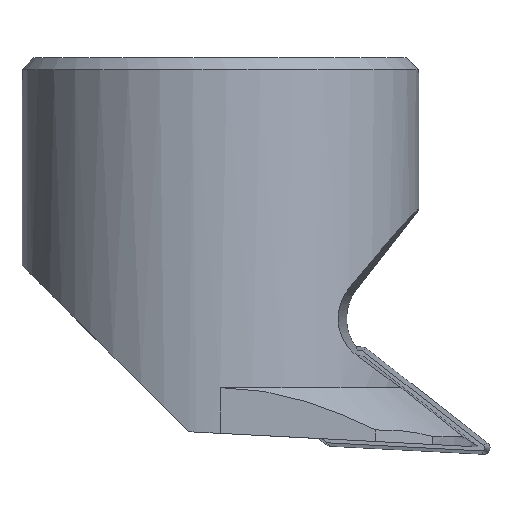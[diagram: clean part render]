
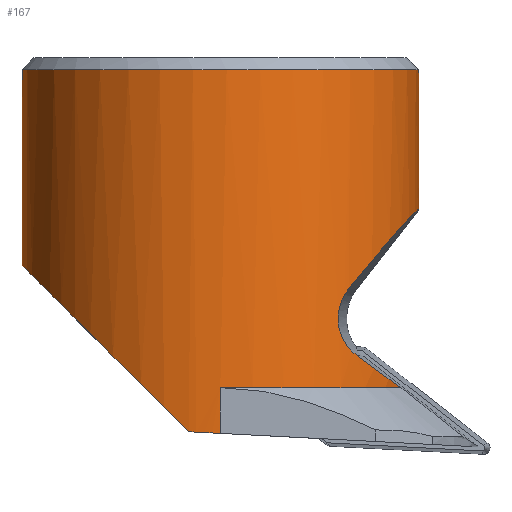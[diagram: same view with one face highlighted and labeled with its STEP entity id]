
A CAD part, front view. The second image highlights one B-rep face of the part: STEP entity #167.
In plain terms, the highlighted cylindrical face has radius 12.5 mm (diameter 25 mm), a full revolution.
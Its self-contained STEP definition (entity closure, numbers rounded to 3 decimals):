
#115=FACE_BOUND('',#237,.T.);
#116=FACE_BOUND('',#238,.T.);
#167=ADVANCED_FACE('',(#115,#116),#202,.T.);
#202=CYLINDRICAL_SURFACE('',#779,12.5);
#237=EDGE_LOOP('',(#408,#409,#410,#411,#412,#413,#414,#415,#416,#417));
#238=EDGE_LOOP('',(#418));
#282=B_SPLINE_CURVE_WITH_KNOTS('',3,(#1064,#1065,#1066,#1067,#1068,#1069),
 .UNSPECIFIED.,.F.,.F.,(4,2,4),(0.,0.5,1.),.UNSPECIFIED.);
#301=LINE('',#1126,#338);
#338=VECTOR('',#908,1.);
#361=ELLIPSE('',#758,15.862,12.5);
#366=ELLIPSE('',#767,4563.622,12.5);
#367=ELLIPSE('',#768,4563.622,12.5);
#368=ELLIPSE('',#770,12.517,12.5);
#369=ELLIPSE('',#775,20.305,12.5);
#370=ELLIPSE('',#776,12.545,12.5);
#371=ELLIPSE('',#777,17.678,12.5);
#408=ORIENTED_EDGE('',*,*,#595,.T.);
#409=ORIENTED_EDGE('',*,*,#592,.T.);
#410=ORIENTED_EDGE('',*,*,#619,.T.);
#411=ORIENTED_EDGE('',*,*,#609,.F.);
#412=ORIENTED_EDGE('',*,*,#620,.F.);
#413=ORIENTED_EDGE('',*,*,#607,.F.);
#414=ORIENTED_EDGE('',*,*,#621,.T.);
#415=ORIENTED_EDGE('',*,*,#614,.T.);
#416=ORIENTED_EDGE('',*,*,#622,.T.);
#417=ORIENTED_EDGE('',*,*,#623,.T.);
#418=ORIENTED_EDGE('',*,*,#618,.F.);
#534=VERTEX_POINT('',#1063);
#535=VERTEX_POINT('',#1070);
#537=VERTEX_POINT('',#1076);
#546=VERTEX_POINT('',#1098);
#547=VERTEX_POINT('',#1100);
#548=VERTEX_POINT('',#1102);
#549=VERTEX_POINT('',#1104);
#552=VERTEX_POINT('',#1112);
#553=VERTEX_POINT('',#1114);
#555=VERTEX_POINT('',#1121);
#556=VERTEX_POINT('',#1127);
#592=EDGE_CURVE('',#535,#534,#282,.T.);
#595=EDGE_CURVE('',#537,#535,#361,.T.);
#607=EDGE_CURVE('',#546,#547,#366,.T.);
#609=EDGE_CURVE('',#548,#549,#367,.T.);
#614=EDGE_CURVE('',#553,#552,#368,.T.);
#618=EDGE_CURVE('',#555,#555,#672,.T.);
#619=EDGE_CURVE('',#534,#549,#369,.T.);
#620=EDGE_CURVE('',#547,#548,#370,.T.);
#621=EDGE_CURVE('',#546,#553,#371,.T.);
#622=EDGE_CURVE('',#552,#556,#301,.T.);
#623=EDGE_CURVE('',#556,#537,#673,.T.);
#672=CIRCLE('',#773,12.5);
#673=CIRCLE('',#778,12.5);
#758=AXIS2_PLACEMENT_3D('',#1075,#856,#857);
#767=AXIS2_PLACEMENT_3D('',#1099,#879,#880);
#768=AXIS2_PLACEMENT_3D('',#1103,#882,#883);
#770=AXIS2_PLACEMENT_3D('',#1113,#890,#891);
#773=AXIS2_PLACEMENT_3D('',#1120,#898,#899);
#775=AXIS2_PLACEMENT_3D('',#1123,#902,#903);
#776=AXIS2_PLACEMENT_3D('',#1124,#904,#905);
#777=AXIS2_PLACEMENT_3D('',#1125,#906,#907);
#778=AXIS2_PLACEMENT_3D('',#1128,#909,#910);
#779=AXIS2_PLACEMENT_3D('',#1129,#911,#912);
#856=DIRECTION('',(-0.615,0.03,-0.788));
#857=DIRECTION('',(-0.787,0.038,0.616));
#879=DIRECTION('',(0.052,0.999,-0.003));
#880=DIRECTION('',(0.,0.003,1.));
#882=DIRECTION('',(0.052,0.999,-0.003));
#883=DIRECTION('',(0.,0.003,1.));
#890=DIRECTION('',(0.052,0.,0.999));
#891=DIRECTION('',(-0.999,0.,0.052));
#898=DIRECTION('',(0.,0.,1.));
#899=DIRECTION('',(1.,0.,0.));
#902=DIRECTION('',(-0.787,0.043,0.616));
#903=DIRECTION('',(0.615,-0.033,0.788));
#904=DIRECTION('',(0.004,0.084,-0.996));
#905=DIRECTION('',(0.052,0.995,0.084));
#906=DIRECTION('',(0.707,0.,0.707));
#907=DIRECTION('',(-0.707,0.,0.707));
#908=DIRECTION('',(0.,0.,1.));
#909=DIRECTION('',(0.,0.,1.));
#910=DIRECTION('',(0.,1.,0.));
#911=DIRECTION('',(0.,0.,1.));
#912=DIRECTION('',(-1.,0.,0.));
#1063=CARTESIAN_POINT('',(8.084,-9.534,-14.58));
#1064=CARTESIAN_POINT('',(8.627,-9.045,-18.792));
#1065=CARTESIAN_POINT('',(8.089,-9.559,-18.391));
#1066=CARTESIAN_POINT('',(7.586,-9.936,-17.707));
#1067=CARTESIAN_POINT('',(7.323,-10.131,-16.042));
#1068=CARTESIAN_POINT('',(7.607,-9.939,-15.161));
#1069=CARTESIAN_POINT('',(8.084,-9.534,-14.58));
#1070=CARTESIAN_POINT('',(8.627,-9.045,-18.792));
#1075=CARTESIAN_POINT('',(0.,0.,-11.716));
#1076=CARTESIAN_POINT('',(11.384,-5.162,-20.795));
#1098=CARTESIAN_POINT('',(-12.428,1.342,-13.147));
#1099=CARTESIAN_POINT('',(0.,0.,-265.409));
#1100=CARTESIAN_POINT('',(-12.426,1.36,-6.734));
#1102=CARTESIAN_POINT('',(12.5,0.055,-6.734));
#1103=CARTESIAN_POINT('',(0.,0.,-265.409));
#1104=CARTESIAN_POINT('',(12.5,0.047,-9.602));
#1112=CARTESIAN_POINT('',(0.,-12.5,-23.68));
#1113=CARTESIAN_POINT('',(0.,0.,-23.68));
#1114=CARTESIAN_POINT('',(-2.,-12.339,-23.575));
#1120=CARTESIAN_POINT('',(0.,0.,-0.75));
#1121=CARTESIAN_POINT('',(12.5,0.,-0.75));
#1123=CARTESIAN_POINT('',(0.,0.,-25.577));
#1124=CARTESIAN_POINT('',(0.,0.,-6.794));
#1125=CARTESIAN_POINT('',(0.,0.,-25.575));
#1126=CARTESIAN_POINT('',(0.,-12.5,-30.));
#1127=CARTESIAN_POINT('',(0.,-12.5,-20.795));
#1128=CARTESIAN_POINT('',(0.,0.,-20.795));
#1129=CARTESIAN_POINT('',(0.,0.,-25.));
